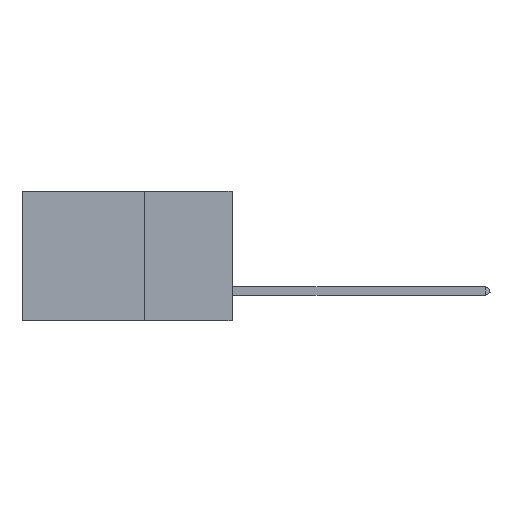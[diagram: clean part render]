
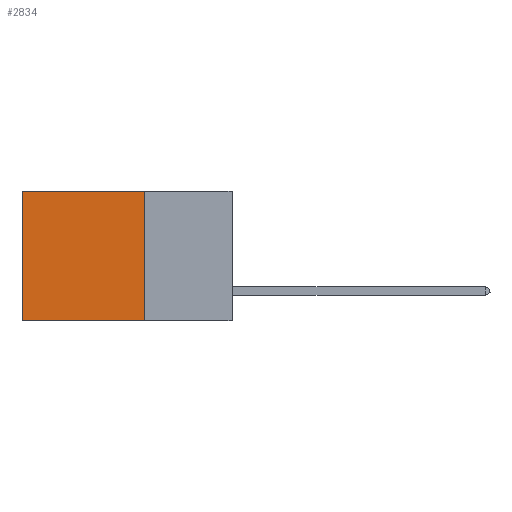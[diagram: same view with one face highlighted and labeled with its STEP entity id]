
A CAD part, left-side view. The second image highlights one B-rep face of the part: STEP entity #2834.
In plain terms, the highlighted planar face has unit normal (-1, 0, 0).
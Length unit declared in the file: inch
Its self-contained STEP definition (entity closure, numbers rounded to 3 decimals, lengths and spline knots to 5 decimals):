
#1484 = VERTEX_POINT ( 'NONE', #27253 ) ;
#1901 = FACE_OUTER_BOUND ( 'NONE', #23642, .T. ) ;
#2227 = ORIENTED_EDGE ( 'NONE', *, *, #23029, .T. ) ;
#2834 = ADVANCED_FACE ( 'NONE', ( #1901 ), #13089, .F. ) ;
#3412 = EDGE_CURVE ( 'NONE', #25937, #1484, #30076, .T. ) ;
#3660 = EDGE_CURVE ( 'NONE', #9009, #25937, #26850, .T. ) ;
#4677 = AXIS2_PLACEMENT_3D ( 'NONE', #28353, #12978, #15568 ) ;
#7553 = EDGE_CURVE ( 'NONE', #27608, #1484, #15775, .T. ) ;
#7666 = DIRECTION ( 'NONE',  ( 0., 0., -1. ) ) ;
#8905 = VECTOR ( 'NONE', #24813, 39.37008 ) ;
#9009 = VERTEX_POINT ( 'NONE', #18018 ) ;
#9028 = DIRECTION ( 'NONE',  ( 0., 1., 0. ) ) ;
#10860 = CARTESIAN_POINT ( 'NONE',  ( 0.2875, 0.6, 0. ) ) ;
#12216 = CARTESIAN_POINT ( 'NONE',  ( 0.2875, 0.25, 0. ) ) ;
#12978 = DIRECTION ( 'NONE',  ( 1., 0., 0. ) ) ;
#13089 = PLANE ( 'NONE',  #4677 ) ;
#13905 = VECTOR ( 'NONE', #9028, 39.37008 ) ;
#15441 = CARTESIAN_POINT ( 'NONE',  ( 0.2875, 0.25, 0. ) ) ;
#15568 = DIRECTION ( 'NONE',  ( 0., 0., -1. ) ) ;
#15775 = LINE ( 'NONE', #22286, #8905 ) ;
#16737 = LINE ( 'NONE', #12216, #32929 ) ;
#18018 = CARTESIAN_POINT ( 'NONE',  ( 0.2875, 0.25, 0. ) ) ;
#19656 = CARTESIAN_POINT ( 'NONE',  ( 0.2875, 0.25, -0.37 ) ) ;
#21016 = DIRECTION ( 'NONE',  ( 0., 1., 0. ) ) ;
#21895 = CARTESIAN_POINT ( 'NONE',  ( 0.2875, 0.25, -0.37 ) ) ;
#22286 = CARTESIAN_POINT ( 'NONE',  ( 0.2875, 0.6, 0. ) ) ;
#23029 = EDGE_CURVE ( 'NONE', #9009, #27608, #16737, .T. ) ;
#23642 = EDGE_LOOP ( 'NONE', ( #25714, #32281, #29872, #2227 ) ) ;
#24813 = DIRECTION ( 'NONE',  ( 0., 0., -1. ) ) ;
#25714 = ORIENTED_EDGE ( 'NONE', *, *, #7553, .T. ) ;
#25937 = VERTEX_POINT ( 'NONE', #19656 ) ;
#26850 = LINE ( 'NONE', #15441, #32903 ) ;
#27253 = CARTESIAN_POINT ( 'NONE',  ( 0.2875, 0.6, -0.37 ) ) ;
#27608 = VERTEX_POINT ( 'NONE', #10860 ) ;
#28353 = CARTESIAN_POINT ( 'NONE',  ( 0.2875, 0.25, 0. ) ) ;
#29872 = ORIENTED_EDGE ( 'NONE', *, *, #3660, .F. ) ;
#30076 = LINE ( 'NONE', #21895, #13905 ) ;
#32281 = ORIENTED_EDGE ( 'NONE', *, *, #3412, .F. ) ;
#32903 = VECTOR ( 'NONE', #7666, 39.37008 ) ;
#32929 = VECTOR ( 'NONE', #21016, 39.37008 ) ;
